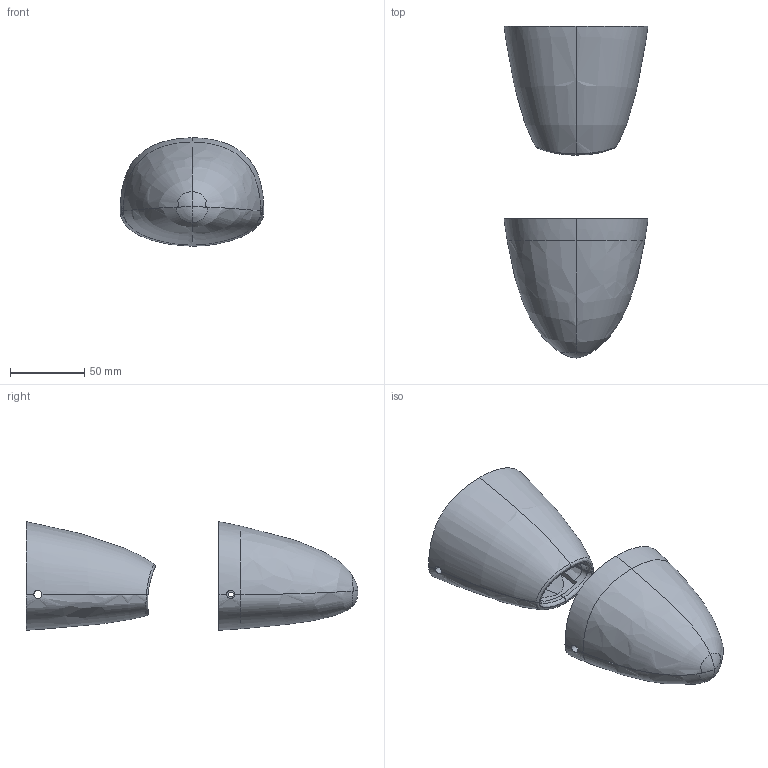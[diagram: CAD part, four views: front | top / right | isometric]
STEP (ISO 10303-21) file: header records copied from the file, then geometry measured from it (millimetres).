
FILE_DESCRIPTION(/* description */ ('','CAx-IF Rec.Pracs.---Representation and Presentation of Product Manufacturing Information (PMI)---4.0---2014-10-13'),/* implementation_level */ '2;1');
FILE_NAME(/* name */ 'Mojito Nose.step',/* time_stamp */ '2025-02-02T14:28:34+01:00',/* author */ (''),/* organization */ (''),/* preprocessor_version */ 'ST-DEVELOPER v20',/* originating_system */ 'Autodesk Translation Framework v13.20.0.188',/* authorisation */ '');
FILE_SCHEMA (('AP242_MANAGED_MODEL_BASED_3D_ENGINEERING_MIM_LF { 1 0 10303 442 1 1 4 }'));
Length unit declared in the file: millimetre
Products named in the file (1): TBS Wing_8_objects
Bounding box: 97.09 x 223.83 x 73.15 mm (x, y, z)
Volume: 285530 mm3; surface area: 79374.9 mm2
Topology: 3 solids, 3 shells, 199 faces, 589 edges, 397 vertices
Faces by surface type: plane 83, bspline 76, cylinder 40
Entity records: 25805 total; most frequent: CARTESIAN_POINT 20874, ORIENTED_EDGE 1170, DIRECTION 644, EDGE_CURVE 585, VERTEX_POINT 397, B_SPLINE_CURVE_WITH_KNOTS 272, LINE 224, VECTOR 224
